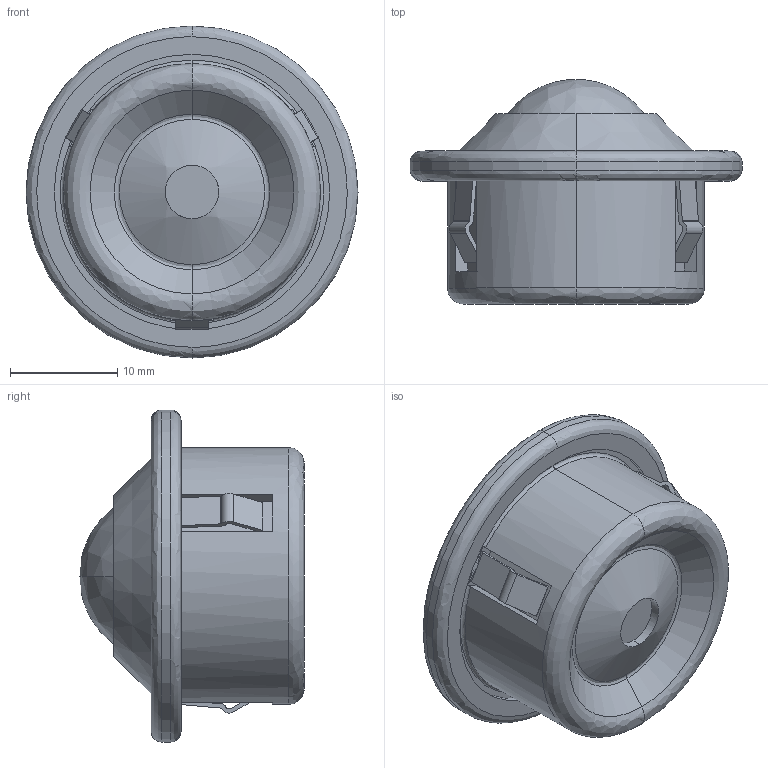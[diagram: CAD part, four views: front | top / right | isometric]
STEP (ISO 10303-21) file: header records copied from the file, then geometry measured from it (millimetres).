
FILE_DESCRIPTION (( 'STEP AP214' ), '1' );
FILE_NAME ('0026956.step', '2021-08-04T08:27:09', ( 'Windows-Benutzer' ), ( '' ), 'SwSTEP 2.0', 'SolidWorks 2020', '' );
FILE_SCHEMA (( 'AUTOMOTIVE_DESIGN' ));
Length unit declared in the file: millimetre
Products named in the file (1): 0026956
Bounding box: 31 x 20.97 x 31 mm (x, y, z)
Volume: 7833.4 mm3; surface area: 3057.2 mm2
Topology: 1 solids, 1 shells, 93 faces, 240 edges, 157 vertices
Faces by surface type: plane 50, cylinder 26, bspline 13, cone 4
Entity records: 3279 total; most frequent: CARTESIAN_POINT 998, ORIENTED_EDGE 480, DIRECTION 457, EDGE_CURVE 240, AXIS2_PLACEMENT_3D 158, VERTEX_POINT 157, LINE 141, VECTOR 141
